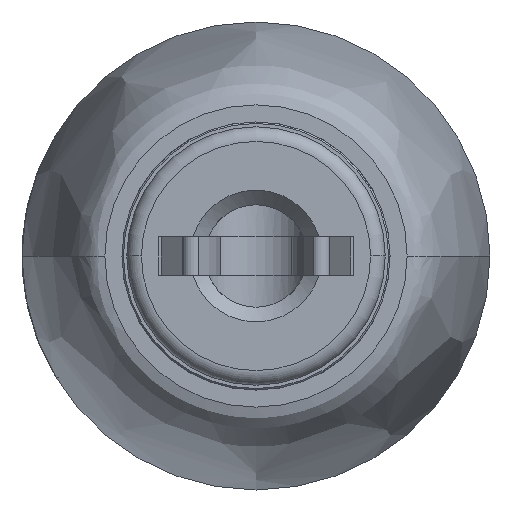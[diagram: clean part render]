
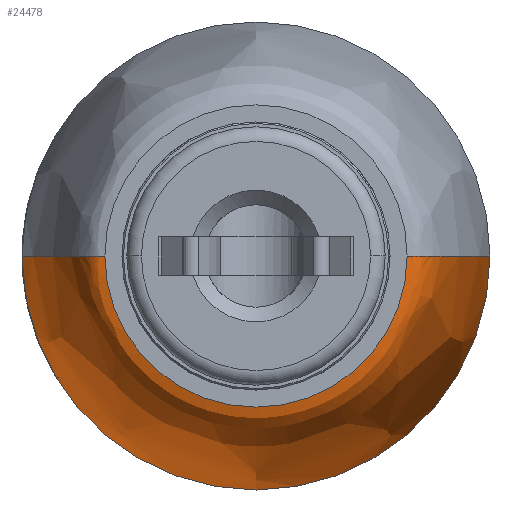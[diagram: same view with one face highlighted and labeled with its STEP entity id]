
A CAD part, left-side view. The second image highlights one B-rep face of the part: STEP entity #24478.
In plain terms, the highlighted free-form (B-spline) face has degree [3, 3] with [6, 4] control points.
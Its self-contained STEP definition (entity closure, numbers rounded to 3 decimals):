
#242 = CARTESIAN_POINT ( 'NONE',  ( 13.822, 0., -4.8 ) ) ;
#258 = CARTESIAN_POINT ( 'NONE',  ( 13.822, 4.8, -9.6 ) ) ;
#396 = CARTESIAN_POINT ( 'NONE',  ( 6.753, -4.294, -8.588 ) ) ;
#574 = CARTESIAN_POINT ( 'NONE',  ( 13.822, 0., 0. ) ) ;
#2316 = DIRECTION ( 'NONE',  ( -1., 0., 0. ) ) ;
#2440 = CARTESIAN_POINT ( 'NONE',  ( 13.398, -4.8, 0. ) ) ;
#3357 = EDGE_CURVE ( 'NONE', #34227, #17465, #35846, .T. ) ;
#3462 = CARTESIAN_POINT ( 'NONE',  ( 13.822, -4.8, 0. ) ) ;
#3620 = CARTESIAN_POINT ( 'NONE',  ( 4.822, 3.71, 0. ) ) ;
#3783 = DIRECTION ( 'NONE',  ( 0., 0., 1. ) ) ;
#4505 = DIRECTION ( 'NONE',  ( -1., 0., 0. ) ) ;
#4743 = ORIENTED_EDGE ( 'NONE', *, *, #6358, .T. ) ;
#5081 = AXIS2_PLACEMENT_3D ( 'NONE', #21063, #2316, #24227 ) ;
#5649 = CIRCLE ( 'NONE', #17546, 4.8 ) ;
#6358 = EDGE_CURVE ( 'NONE', #17465, #11426, #5649, .T. ) ;
#6639 = CARTESIAN_POINT ( 'NONE',  ( 13.398, 4.8, -9.6 ) ) ;
#6773 = CARTESIAN_POINT ( 'NONE',  ( 4.822, -3.71, -7.421 ) ) ;
#7282 = EDGE_CURVE ( 'NONE', #34227, #30858, #24546, .T. ) ;
#8361 = ORIENTED_EDGE ( 'NONE', *, *, #8793, .T. ) ;
#8793 = EDGE_CURVE ( 'NONE', #11426, #26968, #24855, .T. ) ;
#9198 = AXIS2_PLACEMENT_3D ( 'NONE', #574, #22509, #3783 ) ;
#9801 = CARTESIAN_POINT ( 'NONE',  ( 13.398, -4.8, 0. ) ) ;
#9944 = CARTESIAN_POINT ( 'NONE',  ( 4.822, 3.1, 0. ) ) ;
#11426 = VERTEX_POINT ( 'NONE', #38474 ) ;
#12092 = CARTESIAN_POINT ( 'NONE',  ( 4.822, -3.71, 0. ) ) ;
#12917 = CARTESIAN_POINT ( 'NONE',  ( 10.153, 4.759, -9.518 ) ) ;
#13059 = CARTESIAN_POINT ( 'NONE',  ( 4.822, -3.1, -6.2 ) ) ;
#13614 = CARTESIAN_POINT ( 'NONE',  ( 4.822, -3.1, 0. ) ) ;
#16049 = CARTESIAN_POINT ( 'NONE',  ( 10.153, -4.759, 0. ) ) ;
#16582 = EDGE_LOOP ( 'NONE', ( #4743, #8361, #39783, #34089, #39278 ) ) ;
#17265 = CARTESIAN_POINT ( 'NONE',  ( 4.822, 3.71, 0. ) ) ;
#17465 = VERTEX_POINT ( 'NONE', #242 ) ;
#17546 = AXIS2_PLACEMENT_3D ( 'NONE', #23234, #4505, #26403 ) ;
#17609 = CARTESIAN_POINT ( 'NONE',  ( 4.822, 3.1, 0. ) ) ;
#18916 = CARTESIAN_POINT ( 'NONE',  ( 13.822, 4.8, 0. ) ) ;
#19176 = CARTESIAN_POINT ( 'NONE',  ( 6.753, 4.294, -8.588 ) ) ;
#20166 = CIRCLE ( 'NONE', #5081, 3.1 ) ;
#21063 = CARTESIAN_POINT ( 'NONE',  ( 4.822, 0., 0. ) ) ;
#21327 = CARTESIAN_POINT ( 'NONE',  ( 13.822, -4.8, 0. ) ) ;
#21799 =( BOUNDED_SURFACE ( )  B_SPLINE_SURFACE ( 3, 3, ( 
 ( #18916, #258, #22208, #3462 ),
 ( #25366, #6639, #28510, #9801 ),
 ( #31705, #12917, #34854, #16049 ),
 ( #38011, #19176, #396, #22337 ),
 ( #3620, #25491, #6773, #28654 ),
 ( #9944, #31832, #13059, #34998 ) ),
 .UNSPECIFIED., .F., .F., .F. ) 
 B_SPLINE_SURFACE_WITH_KNOTS ( ( 4, 1, 1, 4 ),
 ( 4, 4 ),
 ( 0., 0.429, 0.529, 1. ),
 ( 0., 1. ),
 .UNSPECIFIED. ) 
 GEOMETRIC_REPRESENTATION_ITEM ( )  RATIONAL_B_SPLINE_SURFACE ( (
 ( 1., 0.333, 0.333, 1.),
 ( 1., 0.333, 0.333, 1.),
 ( 1., 0.333, 0.333, 1.),
 ( 1., 0.333, 0.333, 1.),
 ( 1., 0.333, 0.333, 1.),
 ( 1., 0.333, 0.333, 1.) ) ) 
 REPRESENTATION_ITEM ( '' )  SURFACE ( )  );
#22208 = CARTESIAN_POINT ( 'NONE',  ( 13.822, -4.8, -9.6 ) ) ;
#22337 = CARTESIAN_POINT ( 'NONE',  ( 6.753, -4.294, 0. ) ) ;
#22509 = DIRECTION ( 'NONE',  ( -1., 0., 0. ) ) ;
#23234 = CARTESIAN_POINT ( 'NONE',  ( 13.822, 0., 0. ) ) ;
#23392 = CARTESIAN_POINT ( 'NONE',  ( 13.398, 4.8, 0. ) ) ;
#24227 = DIRECTION ( 'NONE',  ( 0., 0., 1. ) ) ;
#24478 = ADVANCED_FACE ( 'NONE', ( #30990 ), #21799, .F. ) ;
#24546 = B_SPLINE_CURVE_WITH_KNOTS ( 'NONE', 3,
 ( #26570, #23392, #32901, #36041, #17265, #39201 ),
 .UNSPECIFIED., .F., .F.,
 ( 4, 1, 1, 4 ),
 ( 0., 0.429, 0.529, 1. ),
 .UNSPECIFIED. ) ;
#24855 = B_SPLINE_CURVE_WITH_KNOTS ( 'NONE', 3,
 ( #21327, #2440, #27640, #30863, #12092, #34011 ),
 .UNSPECIFIED., .F., .F.,
 ( 4, 1, 1, 4 ),
 ( 0., 0.429, 0.529, 1. ),
 .UNSPECIFIED. ) ;
#25366 = CARTESIAN_POINT ( 'NONE',  ( 13.398, 4.8, 0. ) ) ;
#25491 = CARTESIAN_POINT ( 'NONE',  ( 4.822, 3.71, -7.421 ) ) ;
#26403 = DIRECTION ( 'NONE',  ( 0., 0., 1. ) ) ;
#26570 = CARTESIAN_POINT ( 'NONE',  ( 13.822, 4.8, 0. ) ) ;
#26968 = VERTEX_POINT ( 'NONE', #13614 ) ;
#27640 = CARTESIAN_POINT ( 'NONE',  ( 10.153, -4.759, 0. ) ) ;
#28510 = CARTESIAN_POINT ( 'NONE',  ( 13.398, -4.8, -9.6 ) ) ;
#28654 = CARTESIAN_POINT ( 'NONE',  ( 4.822, -3.71, 0. ) ) ;
#30858 = VERTEX_POINT ( 'NONE', #17609 ) ;
#30863 = CARTESIAN_POINT ( 'NONE',  ( 6.753, -4.294, 0. ) ) ;
#30990 = FACE_OUTER_BOUND ( 'NONE', #16582, .T. ) ;
#31705 = CARTESIAN_POINT ( 'NONE',  ( 10.153, 4.759, 0. ) ) ;
#31832 = CARTESIAN_POINT ( 'NONE',  ( 4.822, 3.1, -6.2 ) ) ;
#32901 = CARTESIAN_POINT ( 'NONE',  ( 10.153, 4.759, 0. ) ) ;
#34011 = CARTESIAN_POINT ( 'NONE',  ( 4.822, -3.1, 0. ) ) ;
#34089 = ORIENTED_EDGE ( 'NONE', *, *, #7282, .F. ) ;
#34227 = VERTEX_POINT ( 'NONE', #37784 ) ;
#34854 = CARTESIAN_POINT ( 'NONE',  ( 10.153, -4.759, -9.518 ) ) ;
#34998 = CARTESIAN_POINT ( 'NONE',  ( 4.822, -3.1, 0. ) ) ;
#35846 = CIRCLE ( 'NONE', #9198, 4.8 ) ;
#36041 = CARTESIAN_POINT ( 'NONE',  ( 6.753, 4.294, 0. ) ) ;
#37784 = CARTESIAN_POINT ( 'NONE',  ( 13.822, 4.8, 0. ) ) ;
#38011 = CARTESIAN_POINT ( 'NONE',  ( 6.753, 4.294, 0. ) ) ;
#38474 = CARTESIAN_POINT ( 'NONE',  ( 13.822, -4.8, 0. ) ) ;
#39201 = CARTESIAN_POINT ( 'NONE',  ( 4.822, 3.1, 0. ) ) ;
#39273 = EDGE_CURVE ( 'NONE', #30858, #26968, #20166, .T. ) ;
#39278 = ORIENTED_EDGE ( 'NONE', *, *, #3357, .T. ) ;
#39783 = ORIENTED_EDGE ( 'NONE', *, *, #39273, .F. ) ;
